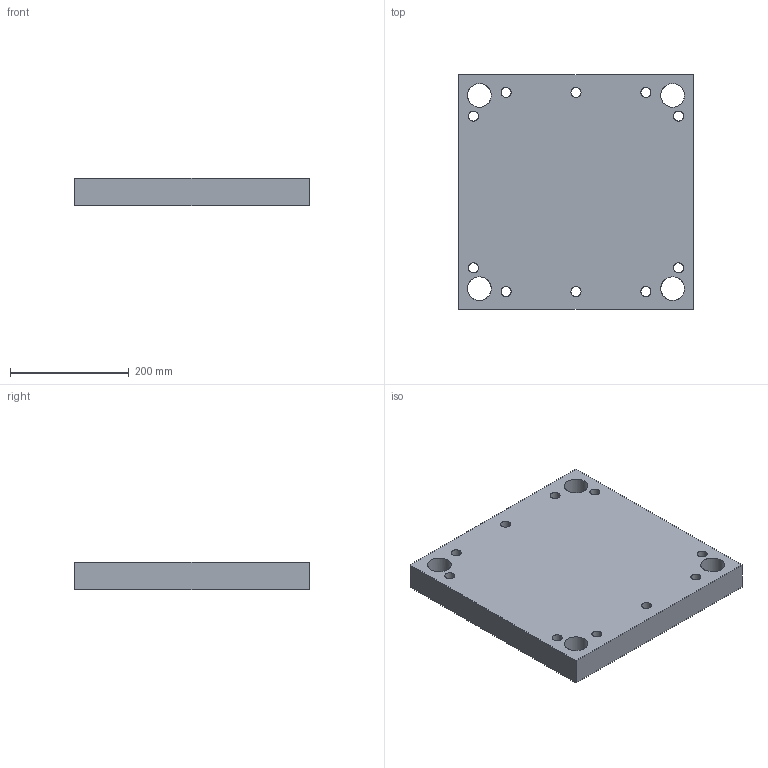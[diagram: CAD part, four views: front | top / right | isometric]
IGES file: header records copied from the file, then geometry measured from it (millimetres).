
Start section: Tolerancia de punto máxima : 0.01 Tolerancia punto GME mínima:  0.01
Global section: file name: 396x396-pxe-46.igs; native system: I-DEAS Master Series 6  ; preprocessor: IGES 5.3; author: NONE; organization: NONE; date: 000615.145354; units: millimetre
Bounding box: 396 x 396 x 46 mm (x, y, z)
Surface area: 419720.7 mm2 (no closed solid volume)
Topology: 0 solids, 0 shells, 20 faces, 164 edges, 136 vertices
Faces by surface type: bspline 20
